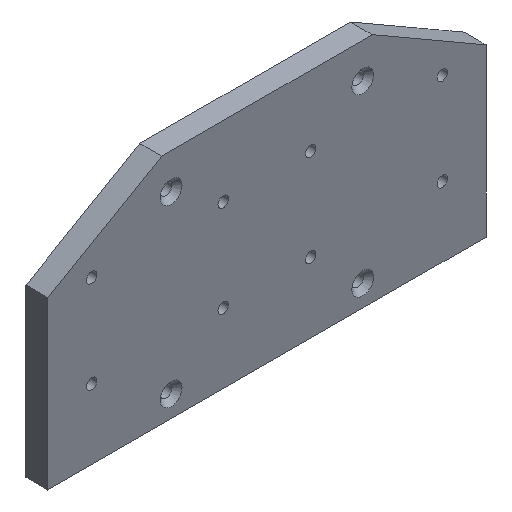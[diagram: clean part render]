
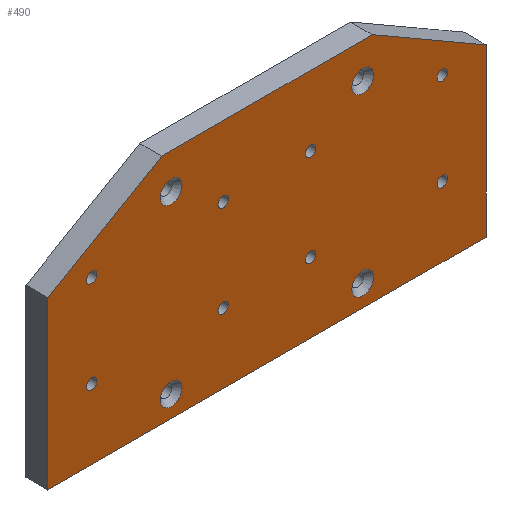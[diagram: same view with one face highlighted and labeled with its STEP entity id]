
A CAD part, isometric view. The second image highlights one B-rep face of the part: STEP entity #490.
In plain terms, the highlighted planar face has unit normal (0, -1, 0).
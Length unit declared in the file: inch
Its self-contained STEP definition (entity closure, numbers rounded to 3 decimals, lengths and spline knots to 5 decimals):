
#39=FACE_BOUND('',#157,.T.);
#40=FACE_BOUND('',#158,.T.);
#41=FACE_BOUND('',#159,.T.);
#42=FACE_BOUND('',#160,.T.);
#43=FACE_BOUND('',#161,.T.);
#44=FACE_BOUND('',#162,.T.);
#45=FACE_BOUND('',#163,.T.);
#46=FACE_BOUND('',#164,.T.);
#47=FACE_BOUND('',#165,.T.);
#48=FACE_BOUND('',#166,.T.);
#49=FACE_BOUND('',#167,.T.);
#50=FACE_BOUND('',#168,.T.);
#87=CIRCLE('',#543,0.05906);
#88=CIRCLE('',#544,0.05906);
#89=CIRCLE('',#545,0.05906);
#90=CIRCLE('',#546,0.05906);
#91=CIRCLE('',#547,0.05906);
#92=CIRCLE('',#548,0.05906);
#93=CIRCLE('',#549,0.05906);
#94=CIRCLE('',#550,0.05906);
#95=CIRCLE('',#551,0.124);
#96=CIRCLE('',#552,0.124);
#97=CIRCLE('',#553,0.124);
#98=CIRCLE('',#554,0.124);
#124=FACE_OUTER_BOUND('',#156,.T.);
#156=EDGE_LOOP('',(#377,#378,#379,#380,#381,#382));
#157=EDGE_LOOP('',(#383));
#158=EDGE_LOOP('',(#384));
#159=EDGE_LOOP('',(#385));
#160=EDGE_LOOP('',(#386));
#161=EDGE_LOOP('',(#387));
#162=EDGE_LOOP('',(#388));
#163=EDGE_LOOP('',(#389));
#164=EDGE_LOOP('',(#390));
#165=EDGE_LOOP('',(#391));
#166=EDGE_LOOP('',(#392));
#167=EDGE_LOOP('',(#393));
#168=EDGE_LOOP('',(#394));
#237=LINE('',#773,#255);
#239=LINE('',#777,#257);
#240=LINE('',#779,#258);
#241=LINE('',#781,#259);
#242=LINE('',#783,#260);
#243=LINE('',#784,#261);
#255=VECTOR('',#615,0.3937);
#257=VECTOR('',#619,0.3937);
#258=VECTOR('',#620,0.3937);
#259=VECTOR('',#621,0.3937);
#260=VECTOR('',#622,0.3937);
#261=VECTOR('',#623,0.3937);
#273=VERTEX_POINT('',#770);
#274=VERTEX_POINT('',#772);
#275=VERTEX_POINT('',#776);
#276=VERTEX_POINT('',#778);
#277=VERTEX_POINT('',#780);
#278=VERTEX_POINT('',#782);
#279=VERTEX_POINT('',#785);
#280=VERTEX_POINT('',#787);
#281=VERTEX_POINT('',#789);
#282=VERTEX_POINT('',#791);
#283=VERTEX_POINT('',#793);
#284=VERTEX_POINT('',#795);
#285=VERTEX_POINT('',#797);
#286=VERTEX_POINT('',#799);
#287=VERTEX_POINT('',#801);
#288=VERTEX_POINT('',#803);
#289=VERTEX_POINT('',#805);
#290=VERTEX_POINT('',#807);
#321=EDGE_CURVE('',#273,#274,#237,.T.);
#323=EDGE_CURVE('',#273,#275,#239,.T.);
#324=EDGE_CURVE('',#276,#275,#240,.T.);
#325=EDGE_CURVE('',#276,#277,#241,.T.);
#326=EDGE_CURVE('',#277,#278,#242,.T.);
#327=EDGE_CURVE('',#278,#274,#243,.T.);
#328=EDGE_CURVE('',#279,#279,#87,.T.);
#329=EDGE_CURVE('',#280,#280,#88,.T.);
#330=EDGE_CURVE('',#281,#281,#89,.T.);
#331=EDGE_CURVE('',#282,#282,#90,.T.);
#332=EDGE_CURVE('',#283,#283,#91,.T.);
#333=EDGE_CURVE('',#284,#284,#92,.T.);
#334=EDGE_CURVE('',#285,#285,#93,.T.);
#335=EDGE_CURVE('',#286,#286,#94,.T.);
#336=EDGE_CURVE('',#287,#287,#95,.T.);
#337=EDGE_CURVE('',#288,#288,#96,.T.);
#338=EDGE_CURVE('',#289,#289,#97,.T.);
#339=EDGE_CURVE('',#290,#290,#98,.T.);
#377=ORIENTED_EDGE('',*,*,#321,.F.);
#378=ORIENTED_EDGE('',*,*,#323,.T.);
#379=ORIENTED_EDGE('',*,*,#324,.F.);
#380=ORIENTED_EDGE('',*,*,#325,.T.);
#381=ORIENTED_EDGE('',*,*,#326,.T.);
#382=ORIENTED_EDGE('',*,*,#327,.T.);
#383=ORIENTED_EDGE('',*,*,#328,.T.);
#384=ORIENTED_EDGE('',*,*,#329,.T.);
#385=ORIENTED_EDGE('',*,*,#330,.T.);
#386=ORIENTED_EDGE('',*,*,#331,.T.);
#387=ORIENTED_EDGE('',*,*,#332,.T.);
#388=ORIENTED_EDGE('',*,*,#333,.T.);
#389=ORIENTED_EDGE('',*,*,#334,.T.);
#390=ORIENTED_EDGE('',*,*,#335,.T.);
#391=ORIENTED_EDGE('',*,*,#336,.T.);
#392=ORIENTED_EDGE('',*,*,#337,.T.);
#393=ORIENTED_EDGE('',*,*,#338,.T.);
#394=ORIENTED_EDGE('',*,*,#339,.T.);
#482=PLANE('',#542);
#490=ADVANCED_FACE('',(#124,#39,#40,#41,#42,#43,#44,#45,#46,#47,#48,#49,
#50),#482,.T.);
#542=AXIS2_PLACEMENT_3D('',#775,#617,#618);
#543=AXIS2_PLACEMENT_3D('',#786,#624,#625);
#544=AXIS2_PLACEMENT_3D('',#788,#626,#627);
#545=AXIS2_PLACEMENT_3D('',#790,#628,#629);
#546=AXIS2_PLACEMENT_3D('',#792,#630,#631);
#547=AXIS2_PLACEMENT_3D('',#794,#632,#633);
#548=AXIS2_PLACEMENT_3D('',#796,#634,#635);
#549=AXIS2_PLACEMENT_3D('',#798,#636,#637);
#550=AXIS2_PLACEMENT_3D('',#800,#638,#639);
#551=AXIS2_PLACEMENT_3D('',#802,#640,#641);
#552=AXIS2_PLACEMENT_3D('',#804,#642,#643);
#553=AXIS2_PLACEMENT_3D('',#806,#644,#645);
#554=AXIS2_PLACEMENT_3D('',#808,#646,#647);
#615=DIRECTION('',(0.866,0.,-0.5));
#617=DIRECTION('center_axis',(0.,-1.,0.));
#618=DIRECTION('ref_axis',(0.,0.,-1.));
#619=DIRECTION('',(-1.,0.,0.));
#620=DIRECTION('',(0.866,0.,0.5));
#621=DIRECTION('',(0.,0.,-1.));
#622=DIRECTION('',(1.,0.,0.));
#623=DIRECTION('',(0.,0.,1.));
#624=DIRECTION('center_axis',(0.,1.,0.));
#625=DIRECTION('ref_axis',(1.,0.,0.));
#626=DIRECTION('center_axis',(0.,1.,0.));
#627=DIRECTION('ref_axis',(1.,0.,0.));
#628=DIRECTION('center_axis',(0.,1.,0.));
#629=DIRECTION('ref_axis',(1.,0.,0.));
#630=DIRECTION('center_axis',(0.,1.,0.));
#631=DIRECTION('ref_axis',(1.,0.,0.));
#632=DIRECTION('center_axis',(0.,1.,0.));
#633=DIRECTION('ref_axis',(1.,0.,0.));
#634=DIRECTION('center_axis',(0.,1.,0.));
#635=DIRECTION('ref_axis',(1.,0.,0.));
#636=DIRECTION('center_axis',(0.,1.,0.));
#637=DIRECTION('ref_axis',(1.,0.,0.));
#638=DIRECTION('center_axis',(0.,1.,0.));
#639=DIRECTION('ref_axis',(1.,0.,0.));
#640=DIRECTION('center_axis',(0.,1.,0.));
#641=DIRECTION('ref_axis',(1.,0.,0.));
#642=DIRECTION('center_axis',(0.,1.,0.));
#643=DIRECTION('ref_axis',(1.,0.,0.));
#644=DIRECTION('center_axis',(0.,1.,0.));
#645=DIRECTION('ref_axis',(1.,0.,0.));
#646=DIRECTION('center_axis',(0.,1.,0.));
#647=DIRECTION('ref_axis',(1.,0.,0.));
#770=CARTESIAN_POINT('',(1.20096,-0.125,1.325));
#772=CARTESIAN_POINT('',(2.5,-0.125,0.575));
#773=CARTESIAN_POINT('',(1.36223,-0.125,1.23189));
#775=CARTESIAN_POINT('Origin',(0.,-0.125,0.));
#776=CARTESIAN_POINT('',(-1.20096,-0.125,1.325));
#777=CARTESIAN_POINT('',(2.5,-0.125,1.325));
#778=CARTESIAN_POINT('',(-2.5,-0.125,0.575));
#779=CARTESIAN_POINT('',(-1.36223,-0.125,1.23189));
#780=CARTESIAN_POINT('',(-2.5,-0.125,-1.325));
#781=CARTESIAN_POINT('',(-2.5,-0.125,1.325));
#782=CARTESIAN_POINT('',(2.5,-0.125,-1.325));
#783=CARTESIAN_POINT('',(-2.5,-0.125,-1.325));
#784=CARTESIAN_POINT('',(2.5,-0.125,-1.325));
#785=CARTESIAN_POINT('',(1.94094,-0.125,-0.525));
#786=CARTESIAN_POINT('Origin',(2.,-0.125,-0.525));
#787=CARTESIAN_POINT('',(0.44094,-0.125,-0.525));
#788=CARTESIAN_POINT('Origin',(0.5,-0.125,-0.525));
#789=CARTESIAN_POINT('',(-0.55906,-0.125,-0.525));
#790=CARTESIAN_POINT('Origin',(-0.5,-0.125,-0.525));
#791=CARTESIAN_POINT('',(-2.05906,-0.125,-0.525));
#792=CARTESIAN_POINT('Origin',(-2.,-0.125,-0.525));
#793=CARTESIAN_POINT('',(-2.05906,-0.125,0.525));
#794=CARTESIAN_POINT('Origin',(-2.,-0.125,0.525));
#795=CARTESIAN_POINT('',(-0.55906,-0.125,0.525));
#796=CARTESIAN_POINT('Origin',(-0.5,-0.125,0.525));
#797=CARTESIAN_POINT('',(0.44094,-0.125,0.525));
#798=CARTESIAN_POINT('Origin',(0.5,-0.125,0.525));
#799=CARTESIAN_POINT('',(1.94094,-0.125,0.525));
#800=CARTESIAN_POINT('Origin',(2.,-0.125,0.525));
#801=CARTESIAN_POINT('',(-0.96951,-0.125,-1.07891));
#802=CARTESIAN_POINT('Origin',(-1.09351,-0.125,-1.07891));
#803=CARTESIAN_POINT('',(1.2175,-0.125,0.92109));
#804=CARTESIAN_POINT('Origin',(1.0935,-0.125,0.92109));
#805=CARTESIAN_POINT('',(-0.96951,-0.125,0.92109));
#806=CARTESIAN_POINT('Origin',(-1.09351,-0.125,0.92109));
#807=CARTESIAN_POINT('',(1.2175,-0.125,-1.07891));
#808=CARTESIAN_POINT('Origin',(1.0935,-0.125,-1.07891));
